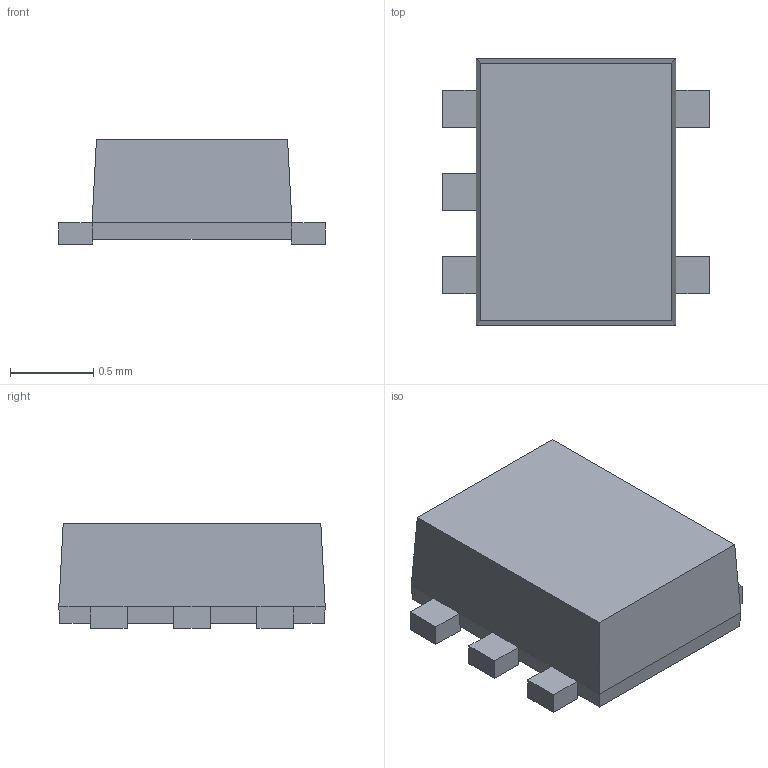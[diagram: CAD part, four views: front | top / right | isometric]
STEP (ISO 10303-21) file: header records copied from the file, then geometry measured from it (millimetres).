
FILE_DESCRIPTION(/* description */ ('model of VSOF5'),/* implementation_level */ '2;1');
FILE_NAME(/* name */ 'VSOF5.step',/* time_stamp */ '2017-05-13T20:59:24',/* author */ ('kicad StepUp','ksu'),/* organization */ ('FreeCAD'),/* preprocessor_version */ 'OCC',/* originating_system */ 'kicad StepUp',/* authorisation */ '');
FILE_SCHEMA(('AUTOMOTIVE_DESIGN_CC2 { 1 2 10303 214 -1 1 5 4 }'));
Length unit declared in the file: millimetre
Products named in the file (1): VSOF5
Bounding box: 1.6 x 1.6 x 0.63 mm (x, y, z)
Volume: 1.1 mm3; surface area: 7.8 mm2
Topology: 1 solids, 1 shells, 45 faces, 105 edges, 62 vertices
Faces by surface type: plane 32, bspline 13
Entity records: 828 total; most frequent: ORIENTED_EDGE 175, EDGE_CURVE 105, CARTESIAN_POINT 97, LINE 67, VERTEX_POINT 62, ADVANCED_FACE 45, FACE_BOUND 45, EDGE_LOOP 45
